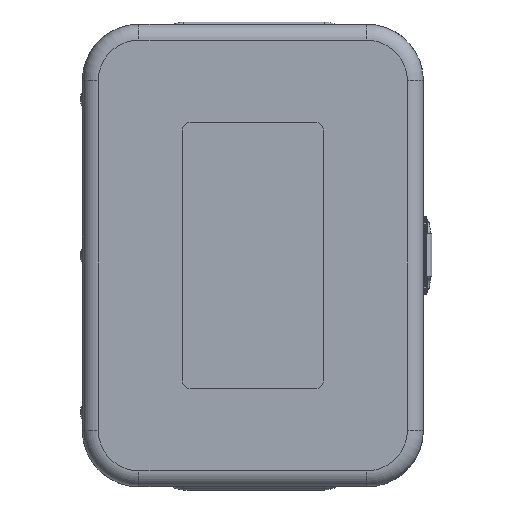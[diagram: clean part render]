
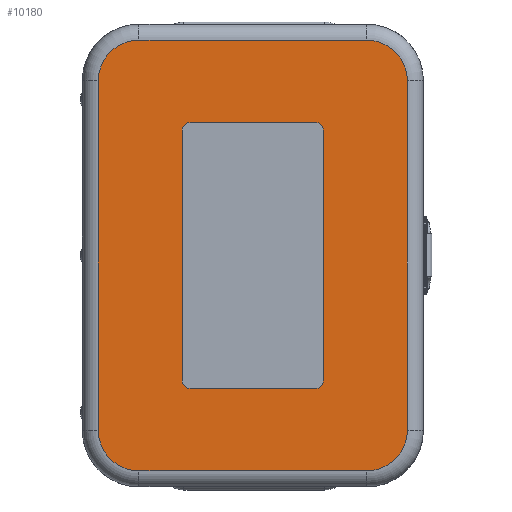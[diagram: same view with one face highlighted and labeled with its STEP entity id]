
A CAD part, top view. The second image highlights one B-rep face of the part: STEP entity #10180.
In plain terms, the highlighted planar face has unit normal (0, 0, 1).
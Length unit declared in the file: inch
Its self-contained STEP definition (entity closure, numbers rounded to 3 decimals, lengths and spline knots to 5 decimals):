
#491=LINE($,#17774,#1234);
#493=LINE($,#17794,#1236);
#496=LINE($,#17801,#1239);
#498=LINE($,#17816,#1241);
#506=LINE($,#17838,#1249);
#507=LINE($,#17842,#1250);
#508=LINE($,#17846,#1251);
#509=LINE($,#17850,#1252);
#1234=VECTOR($,#13073,3.638);
#1236=VECTOR($,#13097,5.58);
#1239=VECTOR($,#13104,5.58);
#1241=VECTOR($,#13124,3.638);
#1249=VECTOR($,#13146,4.);
#1250=VECTOR($,#13149,2.);
#1251=VECTOR($,#13152,4.);
#1252=VECTOR($,#13155,2.);
#1855=PLANE($,#11124);
#2166=FACE_BOUND($,#3503,.T.);
#2829=FACE_OUTER_BOUND($,#3502,.T.);
#3502=EDGE_LOOP($,(#8043,#8044,#8045,#8046,#8047,#8048,#8049,#8050));
#3503=EDGE_LOOP($,(#8051,#8052,#8053,#8054,#8055,#8056,#8057,#8058));
#4280=CIRCLE($,#11099,0.65);
#4284=CIRCLE($,#11104,0.65);
#4288=CIRCLE($,#11111,0.65);
#4292=CIRCLE($,#11116,0.65);
#4295=CIRCLE($,#11125,0.125);
#4296=CIRCLE($,#11126,0.125);
#4297=CIRCLE($,#11127,0.125);
#4298=CIRCLE($,#11128,0.125);
#4954=VERTEX_POINT($,#17771);
#4955=VERTEX_POINT($,#17773);
#4958=VERTEX_POINT($,#17780);
#4959=VERTEX_POINT($,#17785);
#4962=VERTEX_POINT($,#17792);
#4963=VERTEX_POINT($,#17797);
#4966=VERTEX_POINT($,#17804);
#4967=VERTEX_POINT($,#17809);
#4974=VERTEX_POINT($,#17836);
#4975=VERTEX_POINT($,#17837);
#4976=VERTEX_POINT($,#17839);
#4977=VERTEX_POINT($,#17841);
#4978=VERTEX_POINT($,#17843);
#4979=VERTEX_POINT($,#17845);
#4980=VERTEX_POINT($,#17847);
#4981=VERTEX_POINT($,#17849);
#6095=EDGE_CURVE($,#4954,#4955,#491,.T.);
#6099=EDGE_CURVE($,#4958,#4954,#4280,.T.);
#6103=EDGE_CURVE($,#4955,#4959,#4284,.T.);
#6105=EDGE_CURVE($,#4962,#4958,#493,.T.);
#6109=EDGE_CURVE($,#4959,#4963,#496,.T.);
#6111=EDGE_CURVE($,#4966,#4962,#4288,.T.);
#6115=EDGE_CURVE($,#4963,#4967,#4292,.T.);
#6117=EDGE_CURVE($,#4967,#4966,#498,.T.);
#6127=EDGE_CURVE($,#4974,#4975,#506,.T.);
#6128=EDGE_CURVE($,#4976,#4975,#4295,.T.);
#6129=EDGE_CURVE($,#4976,#4977,#507,.T.);
#6130=EDGE_CURVE($,#4978,#4977,#4296,.T.);
#6131=EDGE_CURVE($,#4978,#4979,#508,.T.);
#6132=EDGE_CURVE($,#4980,#4979,#4297,.T.);
#6133=EDGE_CURVE($,#4980,#4981,#509,.T.);
#6134=EDGE_CURVE($,#4974,#4981,#4298,.T.);
#8043=ORIENTED_EDGE($,*,*,#6095,.F.);
#8044=ORIENTED_EDGE($,*,*,#6099,.F.);
#8045=ORIENTED_EDGE($,*,*,#6105,.F.);
#8046=ORIENTED_EDGE($,*,*,#6111,.F.);
#8047=ORIENTED_EDGE($,*,*,#6117,.F.);
#8048=ORIENTED_EDGE($,*,*,#6115,.F.);
#8049=ORIENTED_EDGE($,*,*,#6109,.F.);
#8050=ORIENTED_EDGE($,*,*,#6103,.F.);
#8051=ORIENTED_EDGE($,*,*,#6127,.T.);
#8052=ORIENTED_EDGE($,*,*,#6128,.F.);
#8053=ORIENTED_EDGE($,*,*,#6129,.T.);
#8054=ORIENTED_EDGE($,*,*,#6130,.F.);
#8055=ORIENTED_EDGE($,*,*,#6131,.T.);
#8056=ORIENTED_EDGE($,*,*,#6132,.F.);
#8057=ORIENTED_EDGE($,*,*,#6133,.T.);
#8058=ORIENTED_EDGE($,*,*,#6134,.F.);
#10180=ADVANCED_FACE($,(#2829,#2166),#1855,.T.);
#11099=AXIS2_PLACEMENT_3D($,#17782,#13081,#13082);
#11104=AXIS2_PLACEMENT_3D($,#17789,#13091,#13092);
#11111=AXIS2_PLACEMENT_3D($,#17806,#13109,#13110);
#11116=AXIS2_PLACEMENT_3D($,#17813,#13119,#13120);
#11124=AXIS2_PLACEMENT_3D($,#17835,#13144,#13145);
#11125=AXIS2_PLACEMENT_3D($,#17840,#13147,#13148);
#11126=AXIS2_PLACEMENT_3D($,#17844,#13150,#13151);
#11127=AXIS2_PLACEMENT_3D($,#17848,#13153,#13154);
#11128=AXIS2_PLACEMENT_3D($,#17851,#13156,#13157);
#13073=DIRECTION($,(1.,0.,0.));
#13081=DIRECTION('center_axis',(0.,0.,-1.));
#13082=DIRECTION('ref_axis',(-0.707,0.707,0.));
#13091=DIRECTION('center_axis',(0.,0.,-1.));
#13092=DIRECTION('ref_axis',(0.707,0.707,0.));
#13097=DIRECTION($,(0.,1.,0.));
#13104=DIRECTION($,(0.,-1.,0.));
#13109=DIRECTION('center_axis',(0.,0.,-1.));
#13110=DIRECTION('ref_axis',(-0.707,-0.707,0.));
#13119=DIRECTION('center_axis',(0.,0.,-1.));
#13120=DIRECTION('ref_axis',(0.707,-0.707,0.));
#13124=DIRECTION($,(-1.,0.,0.));
#13144=DIRECTION('center_axis',(0.,0.,1.));
#13145=DIRECTION('ref_axis',(1.,0.,0.));
#13146=DIRECTION($,(0.,1.,0.));
#13147=DIRECTION('center_axis',(0.,0.,1.));
#13148=DIRECTION('ref_axis',(-0.707,0.707,0.));
#13149=DIRECTION($,(1.,0.,0.));
#13150=DIRECTION('center_axis',(0.,0.,1.));
#13151=DIRECTION('ref_axis',(0.707,0.707,0.));
#13152=DIRECTION($,(0.,-1.,0.));
#13153=DIRECTION('center_axis',(0.,0.,1.));
#13154=DIRECTION('ref_axis',(0.707,-0.707,0.));
#13155=DIRECTION($,(-1.,0.,0.));
#13156=DIRECTION('center_axis',(0.,0.,1.));
#13157=DIRECTION('ref_axis',(-0.707,-0.707,0.));
#17771=CARTESIAN_POINT('',(-1.819,3.44,0.765));
#17773=CARTESIAN_POINT('',(1.819,3.44,0.765));
#17774=CARTESIAN_POINT($,(-1.819,3.44,0.765));
#17780=CARTESIAN_POINT('',(-2.469,2.79,0.765));
#17782=CARTESIAN_POINT('Origin',(-1.819,2.79,0.765));
#17785=CARTESIAN_POINT('',(2.469,2.79,0.765));
#17789=CARTESIAN_POINT('Origin',(1.819,2.79,0.765));
#17792=CARTESIAN_POINT('',(-2.469,-2.79,0.765));
#17794=CARTESIAN_POINT($,(-2.469,-2.79,0.765));
#17797=CARTESIAN_POINT('',(2.469,-2.79,0.765));
#17801=CARTESIAN_POINT($,(2.469,2.79,0.765));
#17804=CARTESIAN_POINT('',(-1.819,-3.44,0.765));
#17806=CARTESIAN_POINT('Origin',(-1.819,-2.79,0.765));
#17809=CARTESIAN_POINT('',(1.819,-3.44,0.765));
#17813=CARTESIAN_POINT('Origin',(1.819,-2.79,0.765));
#17816=CARTESIAN_POINT($,(1.819,-3.44,0.765));
#17835=CARTESIAN_POINT('Origin',(0.,0.,0.765));
#17836=CARTESIAN_POINT('',(-1.125,-2.,0.765));
#17837=CARTESIAN_POINT('',(-1.125,2.,0.765));
#17838=CARTESIAN_POINT($,(-1.125,-2.,0.765));
#17839=CARTESIAN_POINT('',(-1.,2.125,0.765));
#17840=CARTESIAN_POINT('Origin',(-1.,2.,0.765));
#17841=CARTESIAN_POINT('',(1.,2.125,0.765));
#17842=CARTESIAN_POINT($,(-1.,2.125,0.765));
#17843=CARTESIAN_POINT('',(1.125,2.,0.765));
#17844=CARTESIAN_POINT('Origin',(1.,2.,0.765));
#17845=CARTESIAN_POINT('',(1.125,-2.,0.765));
#17846=CARTESIAN_POINT($,(1.125,2.,0.765));
#17847=CARTESIAN_POINT('',(1.,-2.125,0.765));
#17848=CARTESIAN_POINT('Origin',(1.,-2.,0.765));
#17849=CARTESIAN_POINT('',(-1.,-2.125,0.765));
#17850=CARTESIAN_POINT($,(1.,-2.125,0.765));
#17851=CARTESIAN_POINT('Origin',(-1.,-2.,0.765));
